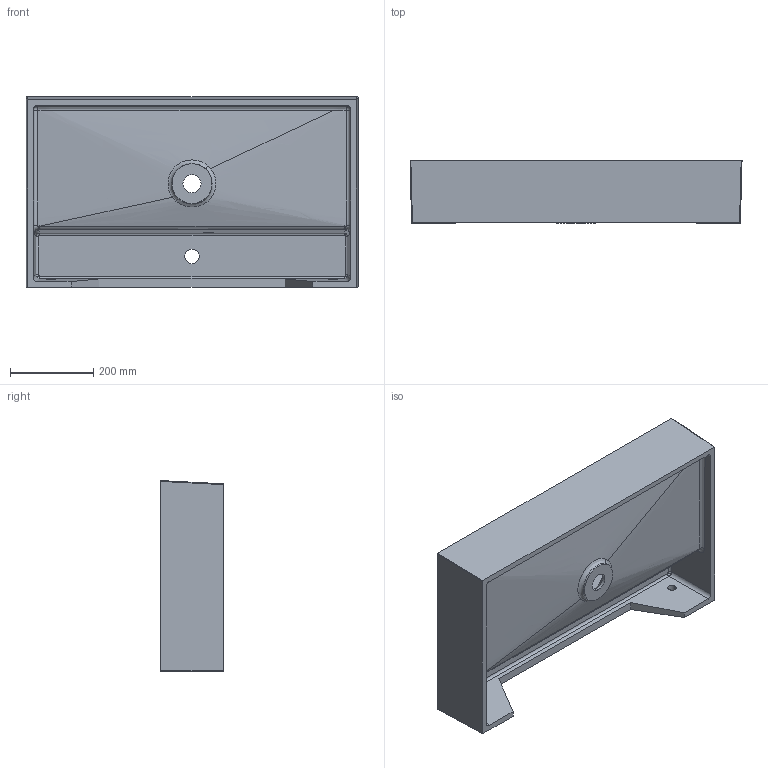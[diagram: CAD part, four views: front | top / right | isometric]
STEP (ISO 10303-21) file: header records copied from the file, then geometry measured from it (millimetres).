
FILE_DESCRIPTION (( 'STEP AP214' ), '1' );
FILE_NAME ('Crass 800.STEP', '2021-09-21T07:37:44', ( '' ), ( '' ), 'SwSTEP 2.0', 'SolidWorks 2020', '' );
FILE_SCHEMA (( 'AUTOMOTIVE_DESIGN' ));
Length unit declared in the file: millimetre
Products named in the file (1): Crass 800
Bounding box: 800 x 150 x 460 mm (x, y, z)
Volume: 9089906.8 mm3; surface area: 1419727.5 mm2
Topology: 1 solids, 1 shells, 111 faces, 286 edges, 175 vertices
Faces by surface type: bspline 42, cylinder 38, plane 23, cone 6, sphere 2
Entity records: 21110 total; most frequent: CARTESIAN_POINT 18799, ORIENTED_EDGE 568, DIRECTION 362, EDGE_CURVE 284, VERTEX_POINT 176, AXIS2_PLACEMENT_3D 133, EDGE_LOOP 122, ADVANCED_FACE 111
